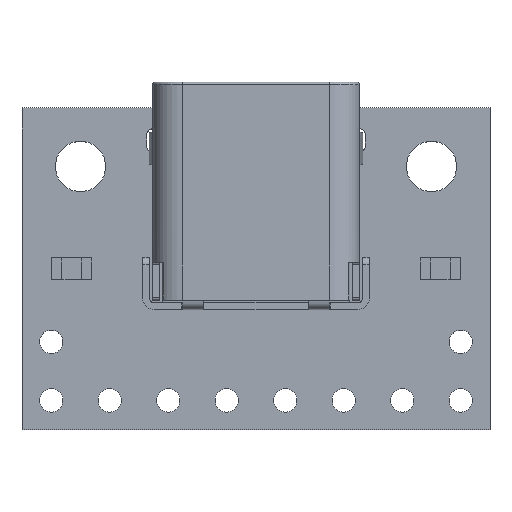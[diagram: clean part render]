
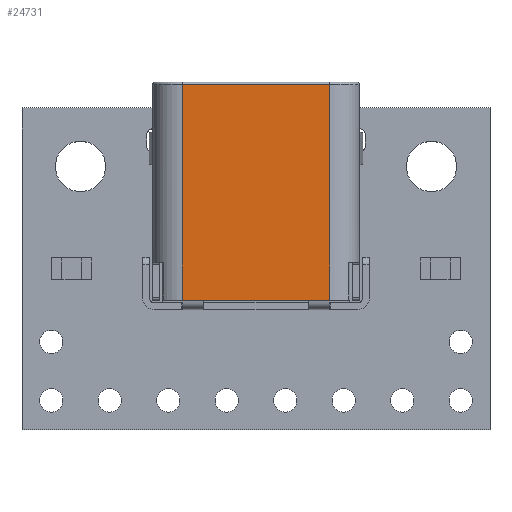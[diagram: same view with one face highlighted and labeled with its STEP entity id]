
A CAD part, top view. The second image highlights one B-rep face of the part: STEP entity #24731.
In plain terms, the highlighted planar face has unit normal (0, 0, 1).
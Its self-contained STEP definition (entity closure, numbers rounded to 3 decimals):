
#24650 = EDGE_CURVE('',#24651,#24653,#24655,.T.);
#24651 = VERTEX_POINT('',#24652);
#24652 = CARTESIAN_POINT('',(-3.2,3.55,6.856));
#24653 = VERTEX_POINT('',#24654);
#24654 = CARTESIAN_POINT('',(-3.2,-5.808,6.856));
#24655 = LINE('',#24656,#24657);
#24656 = CARTESIAN_POINT('',(-3.2,11.296,6.856));
#24657 = VECTOR('',#24658,1.);
#24658 = DIRECTION('',(0.,-1.,0.));
#24731 = ADVANCED_FACE('',(#24732),#24773,.F.);
#24732 = FACE_BOUND('',#24733,.T.);
#24733 = EDGE_LOOP('',(#24734,#24744,#24750,#24751,#24759,#24767));
#24734 = ORIENTED_EDGE('',*,*,#24735,.F.);
#24735 = EDGE_CURVE('',#24736,#24738,#24740,.T.);
#24736 = VERTEX_POINT('',#24737);
#24737 = CARTESIAN_POINT('',(3.2,3.55,6.856));
#24738 = VERTEX_POINT('',#24739);
#24739 = CARTESIAN_POINT('',(3.2,-5.808,6.856));
#24740 = LINE('',#24741,#24742);
#24741 = CARTESIAN_POINT('',(3.2,11.296,6.856));
#24742 = VECTOR('',#24743,1.);
#24743 = DIRECTION('',(0.,-1.,0.));
#24744 = ORIENTED_EDGE('',*,*,#24745,.T.);
#24745 = EDGE_CURVE('',#24736,#24651,#24746,.T.);
#24746 = LINE('',#24747,#24748);
#24747 = CARTESIAN_POINT('',(-3.2,3.55,6.856));
#24748 = VECTOR('',#24749,1.);
#24749 = DIRECTION('',(-1.,0.,0.));
#24750 = ORIENTED_EDGE('',*,*,#24650,.T.);
#24751 = ORIENTED_EDGE('',*,*,#24752,.F.);
#24752 = EDGE_CURVE('',#24753,#24653,#24755,.T.);
#24753 = VERTEX_POINT('',#24754);
#24754 = CARTESIAN_POINT('',(-2.27,-5.808,6.856));
#24755 = LINE('',#24756,#24757);
#24756 = CARTESIAN_POINT('',(4.925,-5.808,6.856));
#24757 = VECTOR('',#24758,1.);
#24758 = DIRECTION('',(-1.,0.,0.));
#24759 = ORIENTED_EDGE('',*,*,#24760,.T.);
#24760 = EDGE_CURVE('',#24753,#24761,#24763,.T.);
#24761 = VERTEX_POINT('',#24762);
#24762 = CARTESIAN_POINT('',(2.27,-5.808,6.856));
#24763 = LINE('',#24764,#24765);
#24764 = CARTESIAN_POINT('',(3.2,-5.808,6.856));
#24765 = VECTOR('',#24766,1.);
#24766 = DIRECTION('',(1.,0.,0.));
#24767 = ORIENTED_EDGE('',*,*,#24768,.F.);
#24768 = EDGE_CURVE('',#24738,#24761,#24769,.T.);
#24769 = LINE('',#24770,#24771);
#24770 = CARTESIAN_POINT('',(4.925,-5.808,6.856));
#24771 = VECTOR('',#24772,1.);
#24772 = DIRECTION('',(-1.,0.,0.));
#24773 = PLANE('',#24774);
#24774 = AXIS2_PLACEMENT_3D('',#24775,#24776,#24777);
#24775 = CARTESIAN_POINT('',(-3.2,11.296,6.856));
#24776 = DIRECTION('',(0.,0.,-1.));
#24777 = DIRECTION('',(1.,0.,0.));
